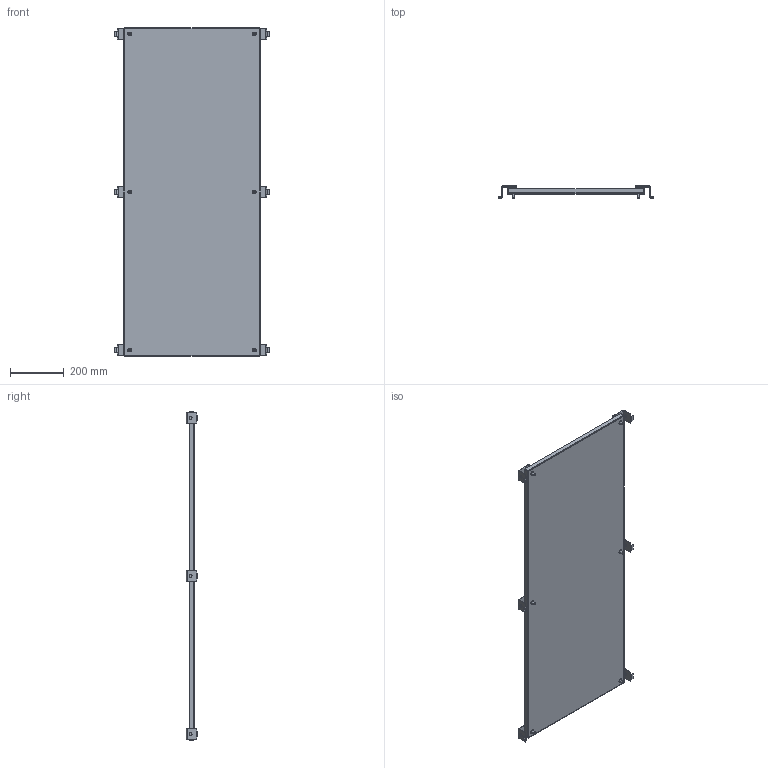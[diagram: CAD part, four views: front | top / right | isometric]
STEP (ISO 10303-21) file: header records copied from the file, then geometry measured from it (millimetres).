
FILE_DESCRIPTION (( 'STEP AP203' ), '1' );
FILE_NAME ('60TWFWG_Default.step', '2019-09-13T18:12:15', ( '' ), ( '' ), 'SwSTEP 2.0', 'SolidWorks 2018', '' );
FILE_SCHEMA (( 'CONFIG_CONTROL_DESIGN' ));
Length unit declared in the file: inch
Products named in the file (1): 60TWFWG_Default
Bounding box: 573.58 x 42.85 x 1219.2 mm (x, y, z)
Volume: 1712045 mm3; surface area: 1414894.8 mm2
Topology: 13 solids, 13 shells, 270 faces, 608 edges, 376 vertices
Faces by surface type: plane 130, cylinder 92, bspline 36, cone 12
Entity records: 7979 total; most frequent: CARTESIAN_POINT 1903, DIRECTION 1274, ORIENTED_EDGE 1216, EDGE_CURVE 608, AXIS2_PLACEMENT_3D 467, VERTEX_POINT 376, LINE 340, VECTOR 340
